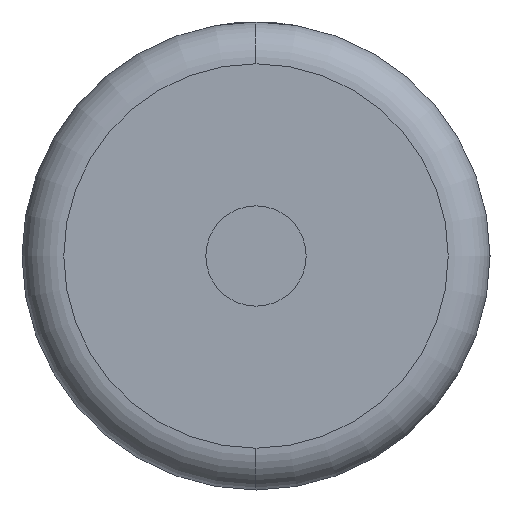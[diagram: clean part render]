
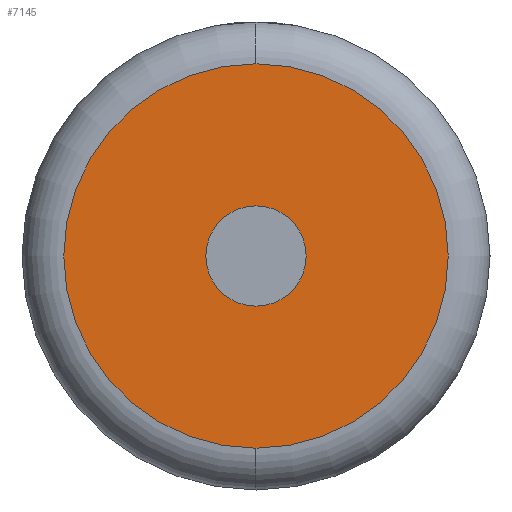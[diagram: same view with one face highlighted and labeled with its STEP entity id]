
A CAD part, left-side view. The second image highlights one B-rep face of the part: STEP entity #7145.
In plain terms, the highlighted planar face has unit normal (-1, 0, 0).
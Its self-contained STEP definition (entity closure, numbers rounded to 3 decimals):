
#210 = DIRECTION ( 'NONE',  ( 0., 0., -1. ) ) ;
#524 = DIRECTION ( 'NONE',  ( 0., 0., -1. ) ) ;
#786 = CARTESIAN_POINT ( 'NONE',  ( 0., 0., 23. ) ) ;
#794 = ORIENTED_EDGE ( 'NONE', *, *, #3226, .F. ) ;
#825 = DIRECTION ( 'NONE',  ( -1., 0., 0. ) ) ;
#892 = FACE_BOUND ( 'NONE', #4027, .T. ) ;
#1026 = DIRECTION ( 'NONE',  ( -1., 0., 0. ) ) ;
#1192 = AXIS2_PLACEMENT_3D ( 'NONE', #6322, #825, #210 ) ;
#1581 = ORIENTED_EDGE ( 'NONE', *, *, #5667, .F. ) ;
#1657 = EDGE_LOOP ( 'NONE', ( #3337, #3949 ) ) ;
#1781 = DIRECTION ( 'NONE',  ( -1., 0., 0. ) ) ;
#1829 = VERTEX_POINT ( 'NONE', #5976 ) ;
#2140 = AXIS2_PLACEMENT_3D ( 'NONE', #6540, #1026, #2727 ) ;
#2186 = CIRCLE ( 'NONE', #3102, 23. ) ;
#2236 = CIRCLE ( 'NONE', #5227, 6. ) ;
#2474 = DIRECTION ( 'NONE',  ( 1., 0., 0. ) ) ;
#2727 = DIRECTION ( 'NONE',  ( 0., 0., -1. ) ) ;
#2925 = VERTEX_POINT ( 'NONE', #786 ) ;
#3102 = AXIS2_PLACEMENT_3D ( 'NONE', #3309, #3865, #524 ) ;
#3160 = FACE_OUTER_BOUND ( 'NONE', #1657, .T. ) ;
#3226 = EDGE_CURVE ( 'NONE', #6860, #1829, #3973, .T. ) ;
#3309 = CARTESIAN_POINT ( 'NONE',  ( 0., 0., 0. ) ) ;
#3337 = ORIENTED_EDGE ( 'NONE', *, *, #6137, .T. ) ;
#3793 = DIRECTION ( 'NONE',  ( 0., 0., -1. ) ) ;
#3865 = DIRECTION ( 'NONE',  ( -1., 0., 0. ) ) ;
#3949 = ORIENTED_EDGE ( 'NONE', *, *, #5269, .T. ) ;
#3973 = CIRCLE ( 'NONE', #2140, 6. ) ;
#4027 = EDGE_LOOP ( 'NONE', ( #1581, #794 ) ) ;
#4055 = AXIS2_PLACEMENT_3D ( 'NONE', #6361, #2474, #5697 ) ;
#4195 = CARTESIAN_POINT ( 'NONE',  ( 0., 0., 6. ) ) ;
#4581 = PLANE ( 'NONE',  #4055 ) ;
#5111 = CARTESIAN_POINT ( 'NONE',  ( 0., 0., 0. ) ) ;
#5227 = AXIS2_PLACEMENT_3D ( 'NONE', #5111, #1781, #3793 ) ;
#5269 = EDGE_CURVE ( 'NONE', #2925, #6701, #5600, .T. ) ;
#5600 = CIRCLE ( 'NONE', #1192, 23. ) ;
#5667 = EDGE_CURVE ( 'NONE', #1829, #6860, #2236, .T. ) ;
#5697 = DIRECTION ( 'NONE',  ( 0., 0., -1. ) ) ;
#5976 = CARTESIAN_POINT ( 'NONE',  ( 0., 0., -6. ) ) ;
#6137 = EDGE_CURVE ( 'NONE', #6701, #2925, #2186, .T. ) ;
#6322 = CARTESIAN_POINT ( 'NONE',  ( 0., 0., 0. ) ) ;
#6361 = CARTESIAN_POINT ( 'NONE',  ( 0., 0., 0. ) ) ;
#6486 = CARTESIAN_POINT ( 'NONE',  ( 0., 0., -23. ) ) ;
#6540 = CARTESIAN_POINT ( 'NONE',  ( 0., 0., 0. ) ) ;
#6701 = VERTEX_POINT ( 'NONE', #6486 ) ;
#6860 = VERTEX_POINT ( 'NONE', #4195 ) ;
#7145 = ADVANCED_FACE ( 'NONE', ( #3160, #892 ), #4581, .F. ) ;
